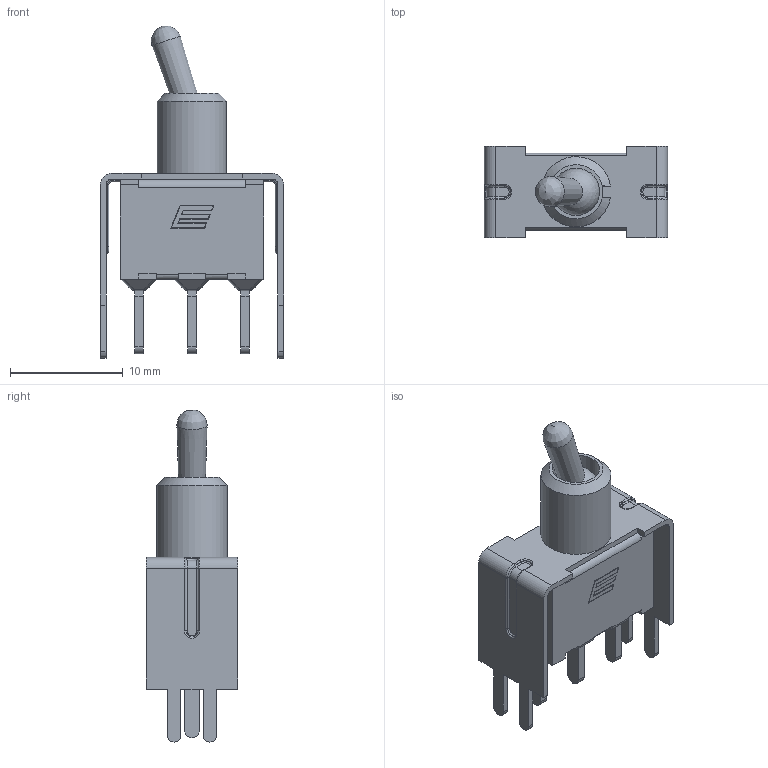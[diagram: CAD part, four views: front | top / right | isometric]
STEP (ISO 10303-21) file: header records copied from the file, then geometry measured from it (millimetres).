
FILE_DESCRIPTION((' '),'2;1');
FILE_NAME('100SPxT2B4VS2xE.stp','2017-08-03T14:51:47',(' '),(' '),' ','ACIS',' ');
FILE_SCHEMA(('CONFIG_CONTROL_DESIGN'));
Length unit declared in the file: inch
Products named in the file (1): 100SPxT2B4VS2xE.stp
Bounding box: 16.26 x 8.13 x 29.45 mm (x, y, z)
Volume: 1143.1 mm3; surface area: 1529 mm2
Topology: 2 solids, 6 shells, 332 faces, 825 edges, 506 vertices
Faces by surface type: plane 183, cylinder 97, torus 36, sphere 13, cone 2, bspline 1
Full cylindrical faces by diameter (mm): 4.2 x1
Entity records: 9813 total; most frequent: DIRECTION 1724, CARTESIAN_POINT 1706, ORIENTED_EDGE 1636, EDGE_CURVE 818, AXIS2_PLACEMENT_3D 578, VECTOR 568, LINE 568, VERTEX_POINT 503
